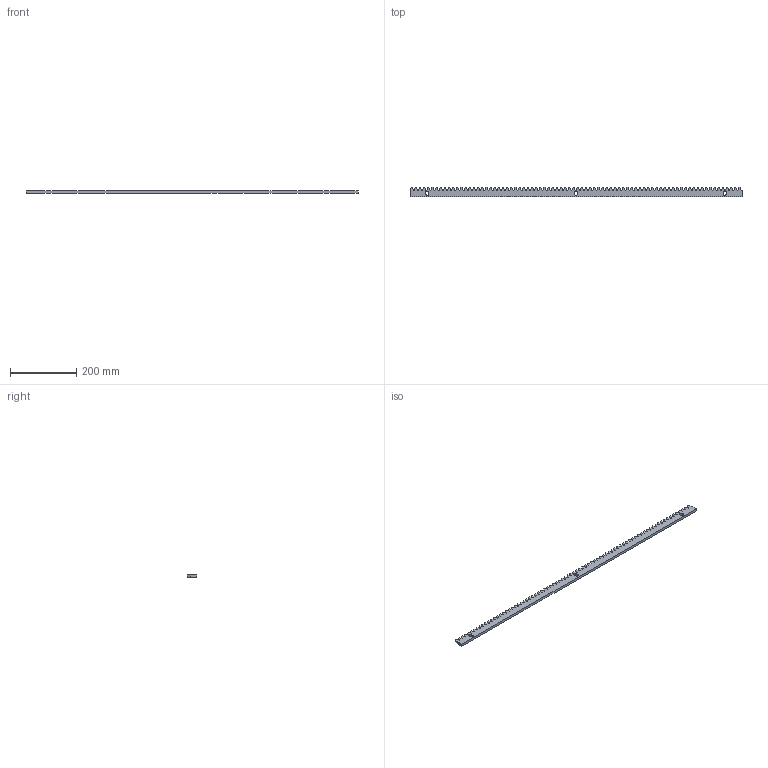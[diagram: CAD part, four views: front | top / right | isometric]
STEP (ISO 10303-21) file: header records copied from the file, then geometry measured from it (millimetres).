
FILE_DESCRIPTION (( 'STEP AP214' ), '1' );
FILE_NAME ('H_01FE-30x8H.STEP', '2021-11-16T13:49:26', ( '' ), ( '' ), 'SwSTEP 2.0', 'SolidWorks 2019', '' );
FILE_SCHEMA (( 'AUTOMOTIVE_DESIGN' ));
Length unit declared in the file: millimetre
Products named in the file (1): H_01FE-30x8H
Bounding box: 1005 x 30 x 8 mm (x, y, z)
Volume: 203467.4 mm3; surface area: 76886.7 mm2
Topology: 1 solids, 1 shells, 496 faces, 1482 edges, 988 vertices
Faces by surface type: plane 331, cylinder 165
Entity records: 16702 total; most frequent: CARTESIAN_POINT 2967, ORIENTED_EDGE 2964, DIRECTION 2806, EDGE_CURVE 1482, LINE 1152, VECTOR 1152, VERTEX_POINT 988, AXIS2_PLACEMENT_3D 827
